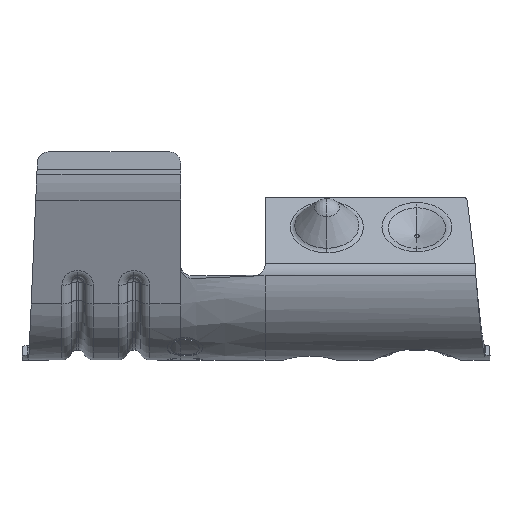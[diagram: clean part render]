
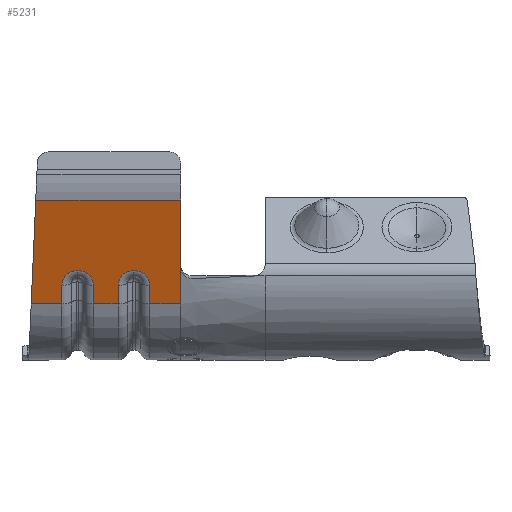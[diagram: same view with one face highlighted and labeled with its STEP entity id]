
A CAD part, top view. The second image highlights one B-rep face of the part: STEP entity #5231.
In plain terms, the highlighted planar face has unit normal (0, -0.335, 0.942).
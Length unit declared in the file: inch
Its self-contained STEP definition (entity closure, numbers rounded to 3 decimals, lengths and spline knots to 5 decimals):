
#2 = EDGE_CURVE ( 'NONE', #5502, #4402, #2427, .T. ) ;
#67 = VERTEX_POINT ( 'NONE', #6540 ) ;
#274 = DIRECTION ( 'NONE',  ( 0., 0.942, 0.335 ) ) ;
#283 = CARTESIAN_POINT ( 'NONE',  ( -0.75096, -0.05536, 0.14132 ) ) ;
#340 = CARTESIAN_POINT ( 'NONE',  ( -0.54, 0.12925, 0.20701 ) ) ;
#706 = CARTESIAN_POINT ( 'NONE',  ( -0.623, -0.02232, 0.15308 ) ) ;
#854 = CARTESIAN_POINT ( 'NONE',  ( -0.75096, -0.05536, 0.14132 ) ) ;
#864 = CARTESIAN_POINT ( 'NONE',  ( -0.623, -0.02232, 0.15308 ) ) ;
#882 = VERTEX_POINT ( 'NONE', #4602 ) ;
#902 = AXIS2_PLACEMENT_3D ( 'NONE', #706, #4725, #8762 ) ;
#912 = CARTESIAN_POINT ( 'NONE',  ( -0.723, -0.02232, 0.15308 ) ) ;
#926 = EDGE_CURVE ( 'NONE', #1136, #9955, #1352, .T. ) ;
#1046 = ORIENTED_EDGE ( 'NONE', *, *, #1275, .T. ) ;
#1099 = DIRECTION ( 'NONE',  ( 0., -0.942, -0.335 ) ) ;
#1136 = VERTEX_POINT ( 'NONE', #9710 ) ;
#1242 = PLANE ( 'NONE',  #3692 ) ;
#1275 = EDGE_CURVE ( 'NONE', #2078, #1136, #4494, .T. ) ;
#1352 = CIRCLE ( 'NONE', #902, 0.02796 ) ;
#1545 = DIRECTION ( 'NONE',  ( -1., 0., 0. ) ) ;
#1620 = VERTEX_POINT ( 'NONE', #3432 ) ;
#1764 = EDGE_LOOP ( 'NONE', ( #2563, #6868, #10168, #7702, #7077, #4306, #10882, #12227, #8167, #1046, #2348, #5094, #1956, #7665, #6934, #11231, #8761 ) ) ;
#1956 = ORIENTED_EDGE ( 'NONE', *, *, #10830, .F. ) ;
#2009 = CARTESIAN_POINT ( 'NONE',  ( -0.54, 0.0084, 0.16401 ) ) ;
#2078 = VERTEX_POINT ( 'NONE', #5228 ) ;
#2287 = CARTESIAN_POINT ( 'NONE',  ( -0.723, 0.00402, 0.16245 ) ) ;
#2320 = CARTESIAN_POINT ( 'NONE',  ( -0.54, -0.00487, 0.15929 ) ) ;
#2348 = ORIENTED_EDGE ( 'NONE', *, *, #926, .T. ) ;
#2370 = EDGE_CURVE ( 'NONE', #5267, #6455, #8186, .T. ) ;
#2427 = LINE ( 'NONE', #6476, #4449 ) ;
#2441 = VERTEX_POINT ( 'NONE', #2287 ) ;
#2563 = ORIENTED_EDGE ( 'NONE', *, *, #2370, .T. ) ;
#2790 = AXIS2_PLACEMENT_3D ( 'NONE', #864, #4884, #8913 ) ;
#2957 = EDGE_CURVE ( 'NONE', #6723, #67, #9312, .T. ) ;
#2962 = CARTESIAN_POINT ( 'NONE',  ( -0.54, -0.05536, 0.14132 ) ) ;
#2972 = LINE ( 'NONE', #7010, #10969 ) ;
#3148 = DIRECTION ( 'NONE',  ( -1., 0., 0. ) ) ;
#3211 = EDGE_CURVE ( 'NONE', #2441, #5502, #4570, .T. ) ;
#3432 = CARTESIAN_POINT ( 'NONE',  ( -0.80565, -0.05536, 0.14132 ) ) ;
#3486 = DIRECTION ( 'NONE',  ( 0., 0.942, 0.335 ) ) ;
#3517 = LINE ( 'NONE', #10600, #4858 ) ;
#3588 = DIRECTION ( 'NONE',  ( 0., -0.942, -0.335 ) ) ;
#3692 = AXIS2_PLACEMENT_3D ( 'NONE', #5279, #9304, #274 ) ;
#3934 = LINE ( 'NONE', #7973, #9603 ) ;
#4067 = LINE ( 'NONE', #8102, #11154 ) ;
#4068 = VERTEX_POINT ( 'NONE', #11946 ) ;
#4130 = VECTOR ( 'NONE', #3588, 39.37008 ) ;
#4268 = EDGE_CURVE ( 'NONE', #12459, #9459, #8627, .T. ) ;
#4286 = DIRECTION ( 'NONE',  ( 0., 0.942, 0.335 ) ) ;
#4306 = ORIENTED_EDGE ( 'NONE', *, *, #3211, .T. ) ;
#4402 = VERTEX_POINT ( 'NONE', #12134 ) ;
#4449 = VECTOR ( 'NONE', #10500, 39.37008 ) ;
#4494 = CIRCLE ( 'NONE', #2790, 0.02796 ) ;
#4532 = EDGE_CURVE ( 'NONE', #12459, #5740, #8841, .T. ) ;
#4570 = CIRCLE ( 'NONE', #10269, 0.02796 ) ;
#4602 = CARTESIAN_POINT ( 'NONE',  ( -0.65096, -0.05536, 0.14132 ) ) ;
#4725 = DIRECTION ( 'NONE',  ( 0., 0.335, -0.942 ) ) ;
#4836 = LINE ( 'NONE', #8866, #12563 ) ;
#4858 = VECTOR ( 'NONE', #1545, 39.37008 ) ;
#4884 = DIRECTION ( 'NONE',  ( 0., 0.335, -0.942 ) ) ;
#4937 = DIRECTION ( 'NONE',  ( 0., 0.335, -0.942 ) ) ;
#5094 = ORIENTED_EDGE ( 'NONE', *, *, #9327, .T. ) ;
#5228 = CARTESIAN_POINT ( 'NONE',  ( -0.65096, -0.02232, 0.15308 ) ) ;
#5231 = ADVANCED_FACE ( 'NONE', ( #10298 ), #1242, .F. ) ;
#5267 = VERTEX_POINT ( 'NONE', #340 ) ;
#5279 = CARTESIAN_POINT ( 'NONE',  ( -0.54, -0.05536, 0.14132 ) ) ;
#5474 = EDGE_CURVE ( 'NONE', #882, #2078, #3934, .T. ) ;
#5494 = CARTESIAN_POINT ( 'NONE',  ( -0.723, -0.02232, 0.15308 ) ) ;
#5502 = VERTEX_POINT ( 'NONE', #6060 ) ;
#5740 = VERTEX_POINT ( 'NONE', #8662 ) ;
#6054 = CARTESIAN_POINT ( 'NONE',  ( -0.54, 0.00841, 0.16401 ) ) ;
#6060 = CARTESIAN_POINT ( 'NONE',  ( -0.69504, -0.02232, 0.15308 ) ) ;
#6127 = LINE ( 'NONE', #10150, #8437 ) ;
#6280 = CARTESIAN_POINT ( 'NONE',  ( -0.54, -0.01149, 0.15693 ) ) ;
#6371 = CARTESIAN_POINT ( 'NONE',  ( -0.54, 0.00175, 0.16164 ) ) ;
#6455 = VERTEX_POINT ( 'NONE', #7045 ) ;
#6476 = CARTESIAN_POINT ( 'NONE',  ( -0.69504, -0.05536, 0.14132 ) ) ;
#6540 = CARTESIAN_POINT ( 'NONE',  ( -0.75096, -0.02232, 0.15308 ) ) ;
#6723 = VERTEX_POINT ( 'NONE', #854 ) ;
#6755 = VERTEX_POINT ( 'NONE', #7226 ) ;
#6868 = ORIENTED_EDGE ( 'NONE', *, *, #9288, .T. ) ;
#6934 = ORIENTED_EDGE ( 'NONE', *, *, #4532, .T. ) ;
#7001 = DIRECTION ( 'NONE',  ( 0., -0.942, -0.335 ) ) ;
#7010 = CARTESIAN_POINT ( 'NONE',  ( -0.54, -0.05536, 0.14132 ) ) ;
#7034 = CARTESIAN_POINT ( 'NONE',  ( -0.54, 0.00838, 0.164 ) ) ;
#7045 = CARTESIAN_POINT ( 'NONE',  ( -0.79759, 0.12925, 0.20701 ) ) ;
#7077 = ORIENTED_EDGE ( 'NONE', *, *, #7775, .T. ) ;
#7226 = CARTESIAN_POINT ( 'NONE',  ( -0.59504, -0.05536, 0.14132 ) ) ;
#7315 = VECTOR ( 'NONE', #3148, 39.37008 ) ;
#7665 = ORIENTED_EDGE ( 'NONE', *, *, #4268, .F. ) ;
#7702 = ORIENTED_EDGE ( 'NONE', *, *, #2957, .T. ) ;
#7775 = EDGE_CURVE ( 'NONE', #67, #2441, #11681, .T. ) ;
#7973 = CARTESIAN_POINT ( 'NONE',  ( -0.65096, -0.05536, 0.14132 ) ) ;
#8102 = CARTESIAN_POINT ( 'NONE',  ( -0.8052, -0.04508, 0.14498 ) ) ;
#8167 = ORIENTED_EDGE ( 'NONE', *, *, #5474, .T. ) ;
#8186 = LINE ( 'NONE', #12238, #7315 ) ;
#8437 = VECTOR ( 'NONE', #1099, 39.37008 ) ;
#8627 = LINE ( 'NONE', #12685, #4130 ) ;
#8662 = CARTESIAN_POINT ( 'NONE',  ( -0.54, 0.00838, 0.164 ) ) ;
#8761 = ORIENTED_EDGE ( 'NONE', *, *, #11229, .F. ) ;
#8762 = DIRECTION ( 'NONE',  ( 0., 0.942, 0.335 ) ) ;
#8830 = CARTESIAN_POINT ( 'NONE',  ( -0.59504, -0.02232, 0.15308 ) ) ;
#8841 = B_SPLINE_CURVE_WITH_KNOTS ( 'NONE', 3,
 ( #11394, #2320, #6371, #10395 ),
 .UNSPECIFIED., .F., .F.,
 ( 4, 4 ),
 ( 0., 1. ),
 .UNSPECIFIED. ) ;
#8866 = CARTESIAN_POINT ( 'NONE',  ( -0.54, -0.05536, 0.14132 ) ) ;
#8913 = DIRECTION ( 'NONE',  ( 0., 0.942, 0.335 ) ) ;
#8969 = DIRECTION ( 'NONE',  ( 0., 0.942, 0.335 ) ) ;
#9002 = VECTOR ( 'NONE', #4286, 39.37008 ) ;
#9288 = EDGE_CURVE ( 'NONE', #6455, #1620, #4067, .T. ) ;
#9304 = DIRECTION ( 'NONE',  ( 0., 0.335, -0.942 ) ) ;
#9312 = LINE ( 'NONE', #283, #9002 ) ;
#9327 = EDGE_CURVE ( 'NONE', #9955, #6755, #6127, .T. ) ;
#9459 = VERTEX_POINT ( 'NONE', #9660 ) ;
#9486 = VECTOR ( 'NONE', #7001, 39.37008 ) ;
#9544 = EDGE_CURVE ( 'NONE', #6723, #1620, #2972, .T. ) ;
#9603 = VECTOR ( 'NONE', #12014, 39.37008 ) ;
#9660 = CARTESIAN_POINT ( 'NONE',  ( -0.54, -0.05536, 0.14132 ) ) ;
#9710 = CARTESIAN_POINT ( 'NONE',  ( -0.623, 0.00402, 0.16245 ) ) ;
#9955 = VERTEX_POINT ( 'NONE', #8830 ) ;
#10150 = CARTESIAN_POINT ( 'NONE',  ( -0.59504, -0.05536, 0.14132 ) ) ;
#10168 = ORIENTED_EDGE ( 'NONE', *, *, #9544, .F. ) ;
#10269 = AXIS2_PLACEMENT_3D ( 'NONE', #912, #4937, #8969 ) ;
#10298 = FACE_OUTER_BOUND ( 'NONE', #1764, .T. ) ;
#10395 = CARTESIAN_POINT ( 'NONE',  ( -0.54, 0.00838, 0.164 ) ) ;
#10500 = DIRECTION ( 'NONE',  ( 0., -0.942, -0.335 ) ) ;
#10600 = CARTESIAN_POINT ( 'NONE',  ( -0.54, -0.05536, 0.14132 ) ) ;
#10830 = EDGE_CURVE ( 'NONE', #9459, #6755, #3517, .T. ) ;
#10882 = ORIENTED_EDGE ( 'NONE', *, *, #2, .T. ) ;
#10969 = VECTOR ( 'NONE', #11050, 39.37008 ) ;
#11050 = DIRECTION ( 'NONE',  ( -1., 0., 0. ) ) ;
#11081 = CARTESIAN_POINT ( 'NONE',  ( -0.54, 0.00839, 0.164 ) ) ;
#11154 = VECTOR ( 'NONE', #12154, 39.37008 ) ;
#11229 = EDGE_CURVE ( 'NONE', #5267, #4068, #12041, .T. ) ;
#11231 = ORIENTED_EDGE ( 'NONE', *, *, #11498, .T. ) ;
#11394 = CARTESIAN_POINT ( 'NONE',  ( -0.54, -0.01149, 0.15693 ) ) ;
#11498 = EDGE_CURVE ( 'NONE', #5740, #4068, #12139, .T. ) ;
#11628 = AXIS2_PLACEMENT_3D ( 'NONE', #5494, #12578, #3486 ) ;
#11681 = CIRCLE ( 'NONE', #11628, 0.02796 ) ;
#11946 = CARTESIAN_POINT ( 'NONE',  ( -0.54, 0.00841, 0.16401 ) ) ;
#12014 = DIRECTION ( 'NONE',  ( 0., 0.942, 0.335 ) ) ;
#12041 = LINE ( 'NONE', #2962, #9486 ) ;
#12134 = CARTESIAN_POINT ( 'NONE',  ( -0.69504, -0.05536, 0.14132 ) ) ;
#12139 = B_SPLINE_CURVE_WITH_KNOTS ( 'NONE', 3,
 ( #7034, #11081, #2009, #6054 ),
 .UNSPECIFIED., .F., .F.,
 ( 4, 4 ),
 ( 0., 0. ),
 .UNSPECIFIED. ) ;
#12154 = DIRECTION ( 'NONE',  ( -0.041, -0.941, -0.335 ) ) ;
#12227 = ORIENTED_EDGE ( 'NONE', *, *, #12962, .F. ) ;
#12238 = CARTESIAN_POINT ( 'NONE',  ( -0.54, 0.12925, 0.20701 ) ) ;
#12459 = VERTEX_POINT ( 'NONE', #6280 ) ;
#12563 = VECTOR ( 'NONE', #12934, 39.37008 ) ;
#12578 = DIRECTION ( 'NONE',  ( 0., 0.335, -0.942 ) ) ;
#12685 = CARTESIAN_POINT ( 'NONE',  ( -0.54, -0.01149, 0.15693 ) ) ;
#12934 = DIRECTION ( 'NONE',  ( -1., 0., 0. ) ) ;
#12962 = EDGE_CURVE ( 'NONE', #882, #4402, #4836, .T. ) ;
